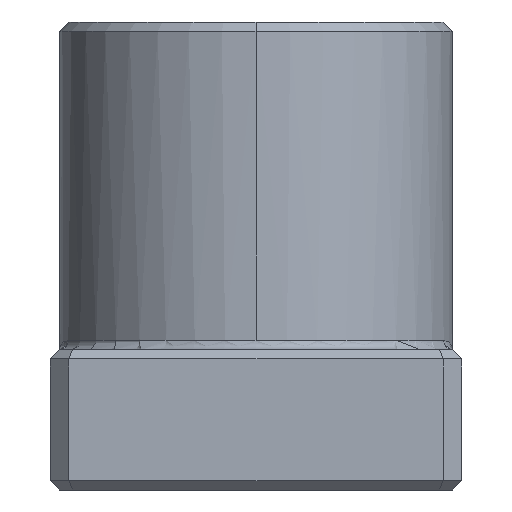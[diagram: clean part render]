
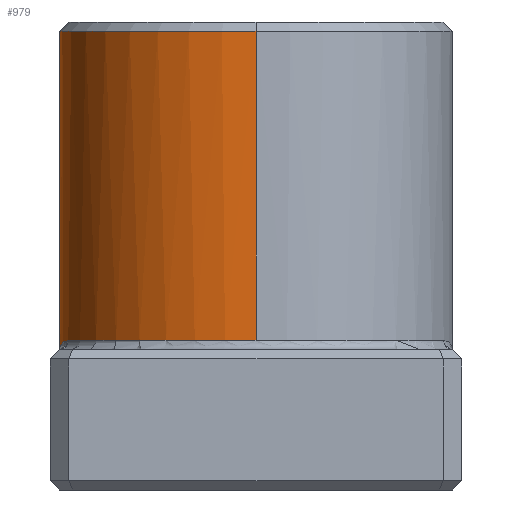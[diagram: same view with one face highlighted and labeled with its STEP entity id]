
A CAD part, left-side view. The second image highlights one B-rep face of the part: STEP entity #979.
In plain terms, the highlighted cylindrical face has radius 21 mm (diameter 42 mm), a partial arc.
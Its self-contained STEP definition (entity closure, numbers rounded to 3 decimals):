
#8 = CARTESIAN_POINT ( 'NONE',  ( 0., 0., 49. ) ) ;
#20 = DIRECTION ( 'NONE',  ( 0., 0., -1. ) ) ;
#23 = CIRCLE ( 'NONE', #1956, 21. ) ;
#25 = DIRECTION ( 'NONE',  ( 1., 0., 0. ) ) ;
#136 = CARTESIAN_POINT ( 'NONE',  ( -21., 0., 49. ) ) ;
#170 = CARTESIAN_POINT ( 'NONE',  ( 5.225, 20.347, 15.959 ) ) ;
#186 = VERTEX_POINT ( 'NONE', #516 ) ;
#187 = CARTESIAN_POINT ( 'NONE',  ( 4.189, 20.585, 15.837 ) ) ;
#192 = ORIENTED_EDGE ( 'NONE', *, *, #2916, .T. ) ;
#207 = CARTESIAN_POINT ( 'NONE',  ( 3.67, 20.684, 15.754 ) ) ;
#215 = CARTESIAN_POINT ( 'NONE',  ( 2.627, 20.842, 15.566 ) ) ;
#253 = CARTESIAN_POINT ( 'NONE',  ( -5.225, 20.347, 15.959 ) ) ;
#269 = CIRCLE ( 'NONE', #2053, 21. ) ;
#281 = LINE ( 'NONE', #1657, #2979 ) ;
#282 = DIRECTION ( 'NONE',  ( -1., 0., 0. ) ) ;
#319 = DIRECTION ( 'NONE',  ( 0., 0., -1. ) ) ;
#333 = VERTEX_POINT ( 'NONE', #136 ) ;
#419 = AXIS2_PLACEMENT_3D ( 'NONE', #441, #319, #282 ) ;
#435 = CARTESIAN_POINT ( 'NONE',  ( 2.103, 20.901, 15.459 ) ) ;
#441 = CARTESIAN_POINT ( 'NONE',  ( 0., 0., 50. ) ) ;
#471 = CARTESIAN_POINT ( 'NONE',  ( 1.314, 20.96, 15.291 ) ) ;
#482 = CARTESIAN_POINT ( 'NONE',  ( 1.052, 20.975, 15.234 ) ) ;
#497 = CARTESIAN_POINT ( 'NONE',  ( 0.526, 20.995, 15.117 ) ) ;
#516 = CARTESIAN_POINT ( 'NONE',  ( 6.259, 20.045, 16. ) ) ;
#518 = CARTESIAN_POINT ( 'NONE',  ( -6.259, 20.045, 16. ) ) ;
#558 = CARTESIAN_POINT ( 'NONE',  ( 5.741, 20.207, 16. ) ) ;
#660 = CARTESIAN_POINT ( 'NONE',  ( -21., 0., 50. ) ) ;
#699 = DIRECTION ( 'NONE',  ( 0., 0., 1. ) ) ;
#710 = VECTOR ( 'NONE', #3065, 1000. ) ;
#722 = CARTESIAN_POINT ( 'NONE',  ( 0.261, 21., 15.058 ) ) ;
#732 = CARTESIAN_POINT ( 'NONE',  ( 0., 21., 15. ) ) ;
#746 = EDGE_CURVE ( 'NONE', #186, #1692, #1612, .T. ) ;
#751 = ORIENTED_EDGE ( 'NONE', *, *, #3153, .T. ) ;
#793 = CARTESIAN_POINT ( 'NONE',  ( 0., 21., 15. ) ) ;
#840 = ORIENTED_EDGE ( 'NONE', *, *, #746, .T. ) ;
#979 = ADVANCED_FACE ( 'NONE', ( #3047 ), #2315, .T. ) ;
#1099 = VERTEX_POINT ( 'NONE', #1113 ) ;
#1113 = CARTESIAN_POINT ( 'NONE',  ( 21., 0., 16. ) ) ;
#1239 = EDGE_LOOP ( 'NONE', ( #2385, #2311, #192, #840, #751, #2425, #3011 ) ) ;
#1246 = CARTESIAN_POINT ( 'NONE',  ( 0., 0., 16. ) ) ;
#1263 = VERTEX_POINT ( 'NONE', #2644 ) ;
#1313 = EDGE_CURVE ( 'NONE', #333, #3179, #2114, .T. ) ;
#1506 = DIRECTION ( 'NONE',  ( 1., 0., 0. ) ) ;
#1507 = EDGE_CURVE ( 'NONE', #333, #1263, #23, .T. ) ;
#1601 = CARTESIAN_POINT ( 'NONE',  ( -2.106, 20.921, 15.471 ) ) ;
#1612 = B_SPLINE_CURVE_WITH_KNOTS ( 'NONE', 3,
 ( #2710, #558, #170, #187, #207, #215, #435, #471, #482, #497, #722, #732 ),
 .UNSPECIFIED., .F., .F.,
 ( 4, 2, 2, 2, 2, 4 ),
 ( 0., 0.002, 0.003, 0.005, 0.006, 0.006 ),
 .UNSPECIFIED. ) ;
#1657 = CARTESIAN_POINT ( 'NONE',  ( 21., 0., 50. ) ) ;
#1692 = VERTEX_POINT ( 'NONE', #2648 ) ;
#1793 = CARTESIAN_POINT ( 'NONE',  ( -6.259, 20.045, 16. ) ) ;
#1839 = VERTEX_POINT ( 'NONE', #1793 ) ;
#1843 = EDGE_CURVE ( 'NONE', #1263, #1099, #281, .T. ) ;
#1869 = CARTESIAN_POINT ( 'NONE',  ( -4.189, 20.585, 15.837 ) ) ;
#1956 = AXIS2_PLACEMENT_3D ( 'NONE', #8, #20, #25 ) ;
#2053 = AXIS2_PLACEMENT_3D ( 'NONE', #2283, #699, #2521 ) ;
#2055 = DIRECTION ( 'NONE',  ( 0., 0., -1. ) ) ;
#2114 = LINE ( 'NONE', #660, #710 ) ;
#2119 = CARTESIAN_POINT ( 'NONE',  ( -5.741, 20.207, 16. ) ) ;
#2233 = AXIS2_PLACEMENT_3D ( 'NONE', #1246, #3024, #1506 ) ;
#2283 = CARTESIAN_POINT ( 'NONE',  ( 0., 0., 16. ) ) ;
#2301 = CIRCLE ( 'NONE', #2233, 21. ) ;
#2311 = ORIENTED_EDGE ( 'NONE', *, *, #1843, .T. ) ;
#2315 = CYLINDRICAL_SURFACE ( 'NONE', #419, 21. ) ;
#2363 = CARTESIAN_POINT ( 'NONE',  ( -21., 0., 16. ) ) ;
#2385 = ORIENTED_EDGE ( 'NONE', *, *, #1507, .T. ) ;
#2425 = ORIENTED_EDGE ( 'NONE', *, *, #2917, .T. ) ;
#2521 = DIRECTION ( 'NONE',  ( 1., 0., 0. ) ) ;
#2607 = CARTESIAN_POINT ( 'NONE',  ( -1.052, 21., 15.235 ) ) ;
#2644 = CARTESIAN_POINT ( 'NONE',  ( 21., 0., 49. ) ) ;
#2648 = CARTESIAN_POINT ( 'NONE',  ( 0., 21., 15. ) ) ;
#2710 = CARTESIAN_POINT ( 'NONE',  ( 6.259, 20.045, 16. ) ) ;
#2876 = B_SPLINE_CURVE_WITH_KNOTS ( 'NONE', 3,
 ( #793, #2607, #1601, #3355, #1869, #253, #2119, #518 ),
 .UNSPECIFIED., .F., .F.,
 ( 4, 2, 2, 4 ),
 ( 0., 0.003, 0.005, 0.006 ),
 .UNSPECIFIED. ) ;
#2916 = EDGE_CURVE ( 'NONE', #1099, #186, #269, .T. ) ;
#2917 = EDGE_CURVE ( 'NONE', #1839, #3179, #2301, .T. ) ;
#2979 = VECTOR ( 'NONE', #2055, 1000. ) ;
#3011 = ORIENTED_EDGE ( 'NONE', *, *, #1313, .F. ) ;
#3024 = DIRECTION ( 'NONE',  ( 0., 0., 1. ) ) ;
#3047 = FACE_OUTER_BOUND ( 'NONE', #1239, .T. ) ;
#3065 = DIRECTION ( 'NONE',  ( 0., 0., -1. ) ) ;
#3153 = EDGE_CURVE ( 'NONE', #1692, #1839, #2876, .T. ) ;
#3179 = VERTEX_POINT ( 'NONE', #2363 ) ;
#3355 = CARTESIAN_POINT ( 'NONE',  ( -3.67, 20.684, 15.754 ) ) ;
